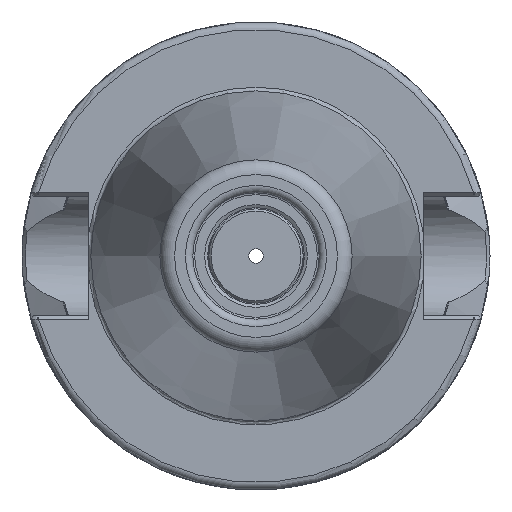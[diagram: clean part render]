
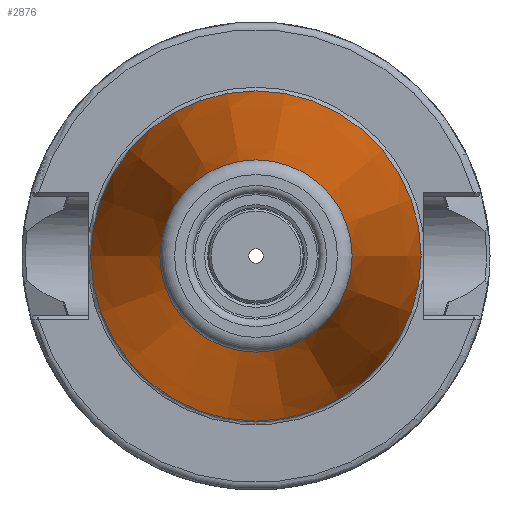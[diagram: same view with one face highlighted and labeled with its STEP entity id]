
A CAD part, left-side view. The second image highlights one B-rep face of the part: STEP entity #2876.
In plain terms, the highlighted conical face has half-angle 8.297 degrees and reference radius 17.581 mm.
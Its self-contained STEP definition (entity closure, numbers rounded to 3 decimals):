
#160=CONICAL_SURFACE('',#3158,17.581,0.145);
#261=LINE('',#5372,#394);
#394=VECTOR('',#3782,17.581);
#616=FACE_OUTER_BOUND('',#786,.T.);
#786=EDGE_LOOP('',(#2309,#2310,#2311,#2312,#2313,#2314,#2315));
#994=CIRCLE('',#3154,12.937);
#995=CIRCLE('',#3155,12.937);
#996=CIRCLE('',#3156,12.937);
#998=CIRCLE('',#3159,22.225);
#999=CIRCLE('',#3160,22.225);
#1278=VERTEX_POINT('',#5360);
#1279=VERTEX_POINT('',#5361);
#1280=VERTEX_POINT('',#5363);
#1281=VERTEX_POINT('',#5368);
#1282=VERTEX_POINT('',#5369);
#1653=EDGE_CURVE('',#1278,#1279,#994,.T.);
#1654=EDGE_CURVE('',#1280,#1278,#995,.T.);
#1655=EDGE_CURVE('',#1279,#1280,#996,.T.);
#1657=EDGE_CURVE('',#1281,#1282,#998,.T.);
#1658=EDGE_CURVE('',#1282,#1281,#999,.T.);
#1659=EDGE_CURVE('',#1282,#1280,#261,.T.);
#2309=ORIENTED_EDGE('',*,*,#1657,.F.);
#2310=ORIENTED_EDGE('',*,*,#1658,.F.);
#2311=ORIENTED_EDGE('',*,*,#1659,.T.);
#2312=ORIENTED_EDGE('',*,*,#1654,.T.);
#2313=ORIENTED_EDGE('',*,*,#1653,.T.);
#2314=ORIENTED_EDGE('',*,*,#1655,.T.);
#2315=ORIENTED_EDGE('',*,*,#1659,.F.);
#2876=ADVANCED_FACE('',(#616),#160,.T.);
#3154=AXIS2_PLACEMENT_3D('',#5362,#3768,#3769);
#3155=AXIS2_PLACEMENT_3D('',#5364,#3770,#3771);
#3156=AXIS2_PLACEMENT_3D('',#5365,#3772,#3773);
#3158=AXIS2_PLACEMENT_3D('',#5367,#3776,#3777);
#3159=AXIS2_PLACEMENT_3D('',#5370,#3778,#3779);
#3160=AXIS2_PLACEMENT_3D('',#5371,#3780,#3781);
#3768=DIRECTION('center_axis',(1.,0.,0.));
#3769=DIRECTION('ref_axis',(0.,0.,-1.));
#3770=DIRECTION('center_axis',(1.,0.,0.));
#3771=DIRECTION('ref_axis',(0.,0.,-1.));
#3772=DIRECTION('center_axis',(1.,0.,0.));
#3773=DIRECTION('ref_axis',(0.,0.,-1.));
#3776=DIRECTION('center_axis',(1.,0.,0.));
#3777=DIRECTION('ref_axis',(0.,1.,0.));
#3778=DIRECTION('center_axis',(1.,0.,0.));
#3779=DIRECTION('ref_axis',(0.,0.,-1.));
#3780=DIRECTION('center_axis',(1.,0.,0.));
#3781=DIRECTION('ref_axis',(0.,0.,-1.));
#3782=DIRECTION('',(-0.99,0.144,0.));
#5360=CARTESIAN_POINT('',(-63.689,12.937,0.));
#5361=CARTESIAN_POINT('',(-63.689,0.,12.937));
#5362=CARTESIAN_POINT('Origin',(-63.689,0.,
0.));
#5363=CARTESIAN_POINT('',(-63.689,-12.937,0.));
#5364=CARTESIAN_POINT('Origin',(-63.689,0.,
0.));
#5365=CARTESIAN_POINT('Origin',(-63.689,0.,
0.));
#5367=CARTESIAN_POINT('Origin',(-31.844,0.,
0.));
#5368=CARTESIAN_POINT('',(0.,22.225,0.));
#5369=CARTESIAN_POINT('',(0.,-22.225,0.));
#5370=CARTESIAN_POINT('Origin',(0.,0.,
0.));
#5371=CARTESIAN_POINT('Origin',(0.,0.,
0.));
#5372=CARTESIAN_POINT('',(-31.844,-17.581,0.));
